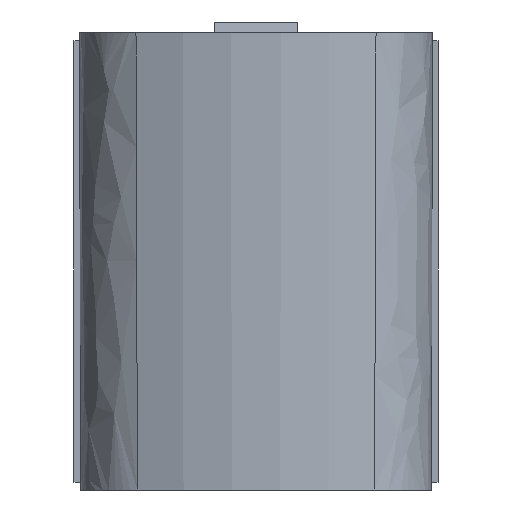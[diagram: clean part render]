
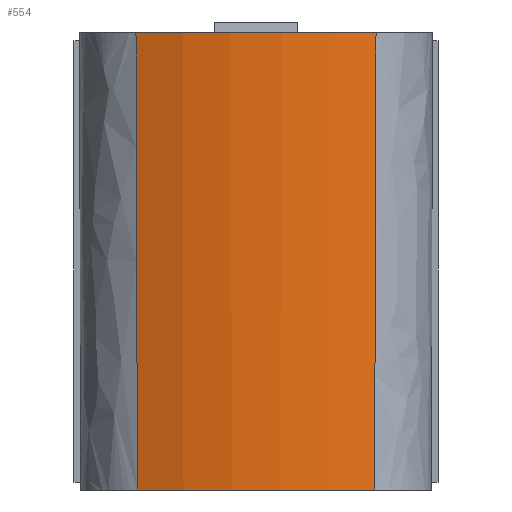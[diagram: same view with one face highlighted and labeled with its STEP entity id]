
A CAD part, front view. The second image highlights one B-rep face of the part: STEP entity #554.
In plain terms, the highlighted cylindrical face has radius 7.8 mm (diameter 15.6 mm), a partial arc.
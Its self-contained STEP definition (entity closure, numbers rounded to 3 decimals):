
#143=CYLINDRICAL_SURFACE('',#4987,7.8);
#252=FACE_OUTER_BOUND('',#985,.T.);
#419=CIRCLE('',#4960,7.8);
#429=CIRCLE('',#4983,7.8);
#554=ADVANCED_FACE('',(#252),#143,.T.);
#985=EDGE_LOOP('',(#2872,#2873,#2874,#2875));
#1159=ELLIPSE('',#4985,2554.612,7.8);
#1160=ELLIPSE('',#4986,2554.612,7.8);
#2872=ORIENTED_EDGE('',*,*,#4488,.T.);
#2873=ORIENTED_EDGE('',*,*,#4487,.T.);
#2874=ORIENTED_EDGE('',*,*,#4489,.T.);
#2875=ORIENTED_EDGE('',*,*,#4407,.T.);
#3863=VERTEX_POINT('',#7176);
#3867=VERTEX_POINT('',#7197);
#3926=VERTEX_POINT('',#7356);
#3927=VERTEX_POINT('',#7372);
#4407=EDGE_CURVE('',#3863,#3867,#419,.T.);
#4487=EDGE_CURVE('',#3926,#3927,#429,.T.);
#4488=EDGE_CURVE('',#3867,#3926,#1159,.T.);
#4489=EDGE_CURVE('',#3927,#3863,#1160,.T.);
#4960=AXIS2_PLACEMENT_3D('',#7198,#5685,#5686);
#4983=AXIS2_PLACEMENT_3D('',#7373,#5797,#5798);
#4985=AXIS2_PLACEMENT_3D('',#7375,#5801,#5802);
#4986=AXIS2_PLACEMENT_3D('',#7376,#5803,#5804);
#4987=AXIS2_PLACEMENT_3D('',#7377,#5805,#5806);
#5685=DIRECTION('',(0.,0.,-1.));
#5686=DIRECTION('',(-1.,0.,0.));
#5797=DIRECTION('',(0.,0.,1.));
#5798=DIRECTION('',(1.,0.,0.));
#5801=DIRECTION('',(1.,0.,0.003));
#5802=DIRECTION('',(0.003,0.,-1.));
#5803=DIRECTION('',(-1.,0.,0.003));
#5804=DIRECTION('',(-0.003,0.,-1.));
#5805=DIRECTION('',(0.,0.,-1.));
#5806=DIRECTION('',(-1.,0.,0.));
#7176=CARTESIAN_POINT('',(3.164,-4.592,0.));
#7197=CARTESIAN_POINT('',(-3.164,-4.592,0.));
#7198=CARTESIAN_POINT('',(0.,2.537,0.));
#7356=CARTESIAN_POINT('',(-3.127,-4.608,-12.05));
#7372=CARTESIAN_POINT('',(3.127,-4.608,-12.05));
#7373=CARTESIAN_POINT('',(0.,2.537,-12.05));
#7375=CARTESIAN_POINT('',(0.,2.537,-1036.297));
#7376=CARTESIAN_POINT('',(0.,2.537,-1036.297));
#7377=CARTESIAN_POINT('',(0.,2.537,0.));
